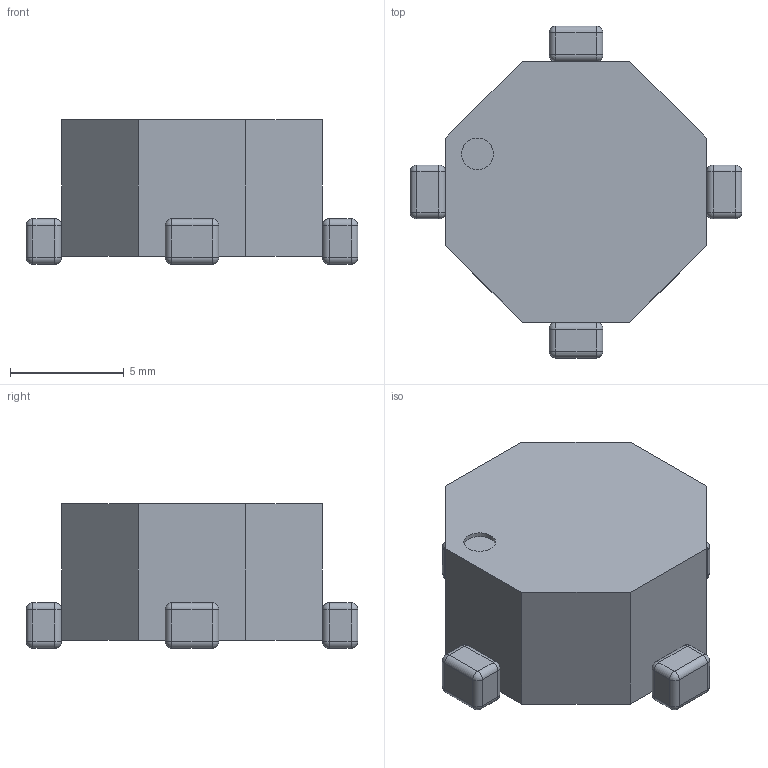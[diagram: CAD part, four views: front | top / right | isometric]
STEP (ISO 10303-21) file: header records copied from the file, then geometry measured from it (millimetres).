
FILE_DESCRIPTION((''),'2;1');
FILE_NAME('IND_COOPER_CTX-4A.stp','2010-09-14T10:08:48',(''),(''),'Mechanical Desktop 2010','Mechanical Desktop 2010',', , ');
FILE_SCHEMA(('AUTOMOTIVE_DESIGN { 1 2 10303 214 1 1 1 1 }'));
Length unit declared in the file: millimetre
Products named in the file (1): Product
Bounding box: 14.57 x 14.57 x 6.35 mm (x, y, z)
Volume: 677.7 mm3; surface area: 524.7 mm2
Topology: 5 solids, 5 shells, 117 faces, 254 edges, 116 vertices
Faces by surface type: cylinder 50, plane 35, sphere 32
Entity records: 2896 total; most frequent: DIRECTION 558, CARTESIAN_POINT 456, ORIENTED_EDGE 444, EDGE_CURVE 222, AXIS2_PLACEMENT_3D 218, VECTOR 122, LINE 122, EDGE_LOOP 118
